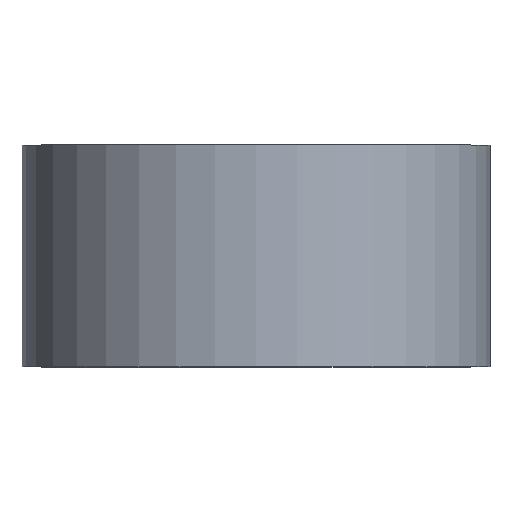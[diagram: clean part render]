
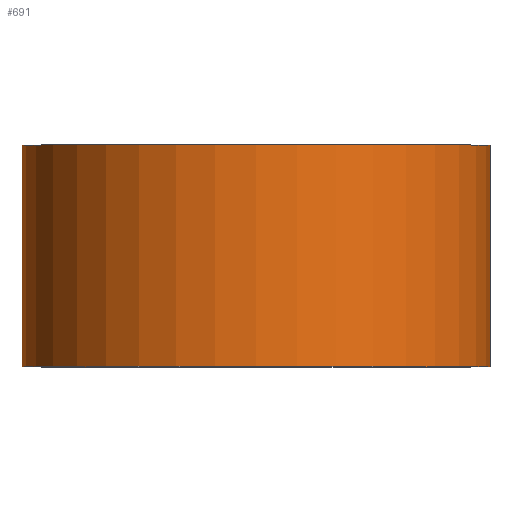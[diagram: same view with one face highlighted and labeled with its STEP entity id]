
A CAD part, top view. The second image highlights one B-rep face of the part: STEP entity #691.
In plain terms, the highlighted cylindrical face has radius 19 mm (diameter 38 mm), a full revolution.
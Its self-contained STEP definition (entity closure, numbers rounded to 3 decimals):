
#19=LINE('',#2675,#20);
#20=VECTOR('',#827,19.);
#81=FACE_OUTER_BOUND('',#120,.T.);
#120=EDGE_LOOP('',(#564,#565,#566,#567));
#233=CIRCLE('',#745,19.);
#234=CIRCLE('',#746,19.);
#307=VERTEX_POINT('',#2672);
#308=VERTEX_POINT('',#2674);
#417=EDGE_CURVE('',#307,#307,#233,.T.);
#418=EDGE_CURVE('',#307,#308,#19,.T.);
#419=EDGE_CURVE('',#308,#308,#234,.T.);
#564=ORIENTED_EDGE('',*,*,#417,.F.);
#565=ORIENTED_EDGE('',*,*,#418,.T.);
#566=ORIENTED_EDGE('',*,*,#419,.F.);
#567=ORIENTED_EDGE('',*,*,#418,.F.);
#654=CYLINDRICAL_SURFACE('',#744,19.);
#691=ADVANCED_FACE('',(#81),#654,.T.);
#744=AXIS2_PLACEMENT_3D('',#2671,#823,#824);
#745=AXIS2_PLACEMENT_3D('',#2673,#825,#826);
#746=AXIS2_PLACEMENT_3D('',#2676,#828,#829);
#823=DIRECTION('center_axis',(0.,-1.,0.));
#824=DIRECTION('ref_axis',(0.,0.,-1.));
#825=DIRECTION('center_axis',(0.,-1.,0.));
#826=DIRECTION('ref_axis',(0.,0.,-1.));
#827=DIRECTION('',(0.,1.,0.));
#828=DIRECTION('center_axis',(0.,1.,0.));
#829=DIRECTION('ref_axis',(0.,0.,-1.));
#2671=CARTESIAN_POINT('Origin',(0.,4.,0.));
#2672=CARTESIAN_POINT('',(0.,-4.,19.));
#2673=CARTESIAN_POINT('Origin',(0.,-4.,0.));
#2674=CARTESIAN_POINT('',(0.,14.,19.));
#2675=CARTESIAN_POINT('',(0.,4.,19.));
#2676=CARTESIAN_POINT('Origin',(0.,14.,0.));
